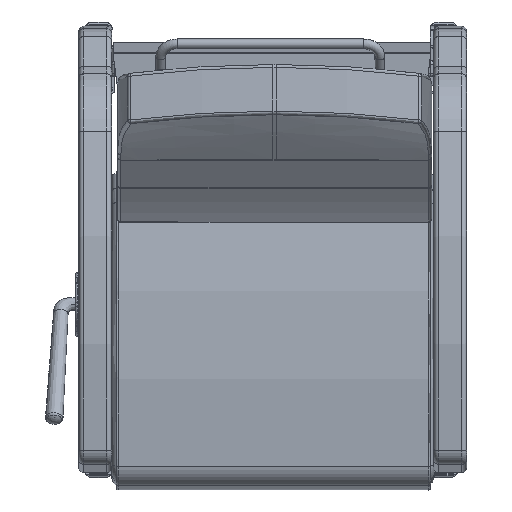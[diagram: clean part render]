
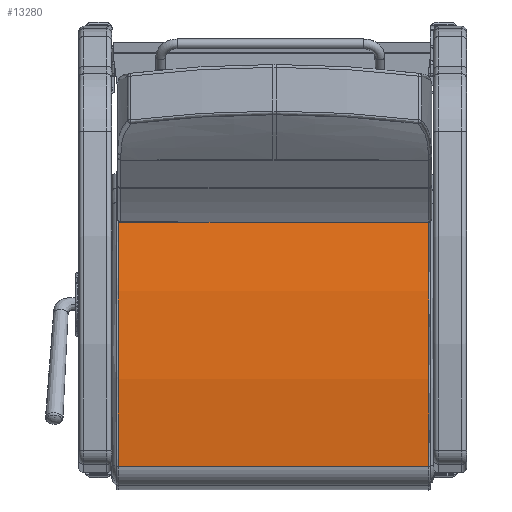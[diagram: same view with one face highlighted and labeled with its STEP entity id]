
A CAD part, front view. The second image highlights one B-rep face of the part: STEP entity #13280.
In plain terms, the highlighted free-form (B-spline) face has degree [3, 1] with [18, 2] control points.
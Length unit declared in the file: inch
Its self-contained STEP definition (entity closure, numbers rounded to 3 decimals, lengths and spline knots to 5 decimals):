
#866=ELLIPSE('',#15145,60.30357,60.25);
#868=ELLIPSE('',#15167,60.30357,60.25);
#2076=LINE('',#37227,#2884);
#2077=LINE('',#37266,#2885);
#2884=VECTOR('',#19165,0.3937);
#2885=VECTOR('',#19168,0.3937);
#3716=FACE_OUTER_BOUND('',#4650,.T.);
#4650=EDGE_LOOP('',(#12122,#12123,#12124,#12125));
#6757=VERTEX_POINT('',#36858);
#6758=VERTEX_POINT('',#36859);
#6777=VERTEX_POINT('',#37226);
#6778=VERTEX_POINT('',#37265);
#8548=EDGE_CURVE('',#6757,#6758,#866,.T.);
#8577=EDGE_CURVE('',#6777,#6758,#2076,.T.);
#8579=EDGE_CURVE('',#6778,#6757,#2077,.T.);
#8580=EDGE_CURVE('',#6777,#6778,#868,.T.);
#12122=ORIENTED_EDGE('',*,*,#8548,.F.);
#12123=ORIENTED_EDGE('',*,*,#8579,.F.);
#12124=ORIENTED_EDGE('',*,*,#8580,.F.);
#12125=ORIENTED_EDGE('',*,*,#8577,.T.);
#12505=B_SPLINE_SURFACE_WITH_KNOTS('',3,1,((#37229,#37230),(#37231,#37232),
(#37233,#37234),(#37235,#37236),(#37237,#37238),(#37239,#37240),(#37241,
#37242),(#37243,#37244),(#37245,#37246),(#37247,#37248),(#37249,#37250),
(#37251,#37252),(#37253,#37254),(#37255,#37256),(#37257,#37258),(#37259,
#37260),(#37261,#37262),(#37263,#37264)),.UNSPECIFIED.,.F.,.F.,.F.,(4,1,
1,1,1,1,1,1,1,1,1,1,1,1,1,4),(2,2),(-1.69612,-1.66826,
-1.6404,-1.62647,-1.59861,-1.58468,
-1.55682,-1.54289,-1.51503,-1.5011,-1.47324,
-1.45931,-1.43145,-1.41752,-1.38966,
-1.3618),(0.,91.44),.UNSPECIFIED.);
#13280=ADVANCED_FACE('',(#3716),#12505,.T.);
#15145=AXIS2_PLACEMENT_3D('',#36860,#19114,#19115);
#15167=AXIS2_PLACEMENT_3D('',#37267,#19169,#19170);
#19114=DIRECTION('center_axis',(0.,0.,
-1.));
#19115=DIRECTION('ref_axis',(1.,0.,0.));
#19165=DIRECTION('',(0.,0.,-1.));
#19168=DIRECTION('',(0.,0.,-1.));
#19169=DIRECTION('center_axis',(0.,0.,1.));
#19170=DIRECTION('ref_axis',(1.,0.,0.));
#36858=CARTESIAN_POINT('',(3.60935,-1.68389,0.124));
#36859=CARTESIAN_POINT('',(23.65848,-2.52291,0.124));
#36860=CARTESIAN_POINT('Origin',(11.14546,-61.46156,0.124));
#37226=CARTESIAN_POINT('',(23.65848,-2.52291,23.876));
#37227=CARTESIAN_POINT('',(23.65848,-2.52291,24.));
#37229=CARTESIAN_POINT('Ctrl Pts',(3.60935,-1.68389,24.));
#37230=CARTESIAN_POINT('Ctrl Pts',(3.60935,-1.68389,-12.));
#37231=CARTESIAN_POINT('Ctrl Pts',(4.16497,-1.61396,24.));
#37232=CARTESIAN_POINT('Ctrl Pts',(4.16497,-1.61396,-12.));
#37233=CARTESIAN_POINT('Ctrl Pts',(5.27817,-1.48959,24.));
#37234=CARTESIAN_POINT('Ctrl Pts',(5.27817,-1.48959,-12.));
#37235=CARTESIAN_POINT('Ctrl Pts',(6.67346,-1.3729,24.));
#37236=CARTESIAN_POINT('Ctrl Pts',(6.67346,-1.3729,-12.));
#37237=CARTESIAN_POINT('Ctrl Pts',(8.07078,-1.28537,24.));
#37238=CARTESIAN_POINT('Ctrl Pts',(8.07078,-1.28537,-12.));
#37239=CARTESIAN_POINT('Ctrl Pts',(9.18994,-1.2387,24.));
#37240=CARTESIAN_POINT('Ctrl Pts',(9.18994,-1.2387,-12.));
#37241=CARTESIAN_POINT('Ctrl Pts',(10.5897,-1.20957,24.));
#37242=CARTESIAN_POINT('Ctrl Pts',(10.5897,-1.20957,-12.));
#37243=CARTESIAN_POINT('Ctrl Pts',(11.70984,-1.20965,24.));
#37244=CARTESIAN_POINT('Ctrl Pts',(11.70984,-1.20965,-12.));
#37245=CARTESIAN_POINT('Ctrl Pts',(13.1096,-1.23898,24.));
#37246=CARTESIAN_POINT('Ctrl Pts',(13.1096,-1.23898,-12.));
#37247=CARTESIAN_POINT('Ctrl Pts',(14.22875,-1.28581,24.));
#37248=CARTESIAN_POINT('Ctrl Pts',(14.22875,-1.28581,-12.));
#37249=CARTESIAN_POINT('Ctrl Pts',(15.62606,-1.37354,24.));
#37250=CARTESIAN_POINT('Ctrl Pts',(15.62606,-1.37354,-12.));
#37251=CARTESIAN_POINT('Ctrl Pts',(16.74228,-1.46705,24.));
#37252=CARTESIAN_POINT('Ctrl Pts',(16.74228,-1.46705,-12.));
#37253=CARTESIAN_POINT('Ctrl Pts',(18.1347,-1.61302,24.));
#37254=CARTESIAN_POINT('Ctrl Pts',(18.1347,-1.61302,-12.));
#37255=CARTESIAN_POINT('Ctrl Pts',(19.24603,-1.75304,24.));
#37256=CARTESIAN_POINT('Ctrl Pts',(19.24603,-1.75304,-12.));
#37257=CARTESIAN_POINT('Ctrl Pts',(20.63114,-1.95701,24.));
#37258=CARTESIAN_POINT('Ctrl Pts',(20.63114,-1.95701,-12.));
#37259=CARTESIAN_POINT('Ctrl Pts',(22.01177,-2.18986,24.));
#37260=CARTESIAN_POINT('Ctrl Pts',(22.01177,-2.18986,-12.));
#37261=CARTESIAN_POINT('Ctrl Pts',(23.11066,-2.40681,24.));
#37262=CARTESIAN_POINT('Ctrl Pts',(23.11066,-2.40681,-12.));
#37263=CARTESIAN_POINT('Ctrl Pts',(23.65848,-2.52291,24.));
#37264=CARTESIAN_POINT('Ctrl Pts',(23.65848,-2.52291,-12.));
#37265=CARTESIAN_POINT('',(3.60935,-1.68389,23.876));
#37266=CARTESIAN_POINT('',(3.60935,-1.68389,24.));
#37267=CARTESIAN_POINT('Origin',(11.14546,-61.46156,23.876));
